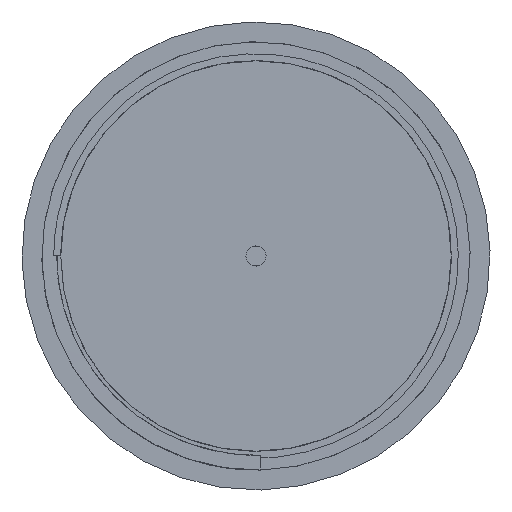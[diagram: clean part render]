
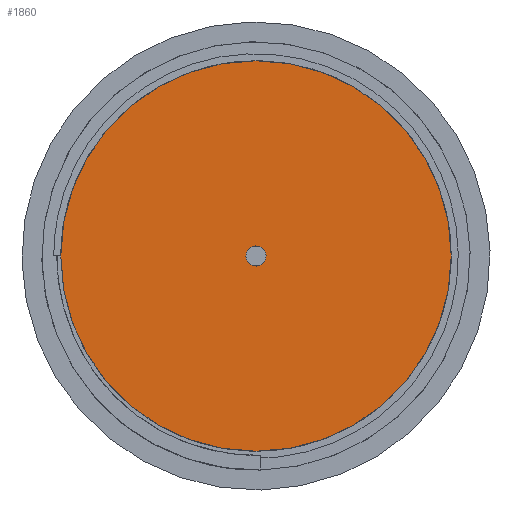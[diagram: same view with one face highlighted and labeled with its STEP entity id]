
A CAD part, front view. The second image highlights one B-rep face of the part: STEP entity #1860.
In plain terms, the highlighted face is planar.
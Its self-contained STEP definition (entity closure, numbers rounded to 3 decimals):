
#40=CIRCLE('',#2046,0.5);
#43=CIRCLE('',#2052,9.75);
#64=FACE_BOUND('',#276,.T.);
#76=PLANE('',#2055);
#158=FACE_OUTER_BOUND('',#275,.T.);
#275=EDGE_LOOP('',(#1434));
#276=EDGE_LOOP('',(#1435));
#813=VERTEX_POINT('',#5419);
#818=VERTEX_POINT('',#5450);
#1039=EDGE_CURVE('',#813,#813,#40,.T.);
#1046=EDGE_CURVE('',#818,#818,#43,.T.);
#1434=ORIENTED_EDGE('',*,*,#1046,.T.);
#1435=ORIENTED_EDGE('',*,*,#1039,.T.);
#1860=ADVANCED_FACE('',(#158,#64),#76,.F.);
#2046=AXIS2_PLACEMENT_3D('',#5420,#2276,#2277);
#2052=AXIS2_PLACEMENT_3D('',#5451,#2291,#2292);
#2055=AXIS2_PLACEMENT_3D('',#5457,#2299,#2300);
#2276=DIRECTION('center_axis',(0.,0.,1.));
#2277=DIRECTION('ref_axis',(1.,0.,0.));
#2291=DIRECTION('center_axis',(0.,0.,-1.));
#2292=DIRECTION('ref_axis',(-1.,0.,0.));
#2299=DIRECTION('center_axis',(0.,0.,1.));
#2300=DIRECTION('ref_axis',(1.,0.,0.));
#5419=CARTESIAN_POINT('',(-0.5,0.,-20.7));
#5420=CARTESIAN_POINT('Origin',(0.,0.,-20.7));
#5450=CARTESIAN_POINT('',(9.75,0.,-20.7));
#5451=CARTESIAN_POINT('Origin',(0.,0.,-20.7));
#5457=CARTESIAN_POINT('Origin',(0.,0.,
-20.7));
